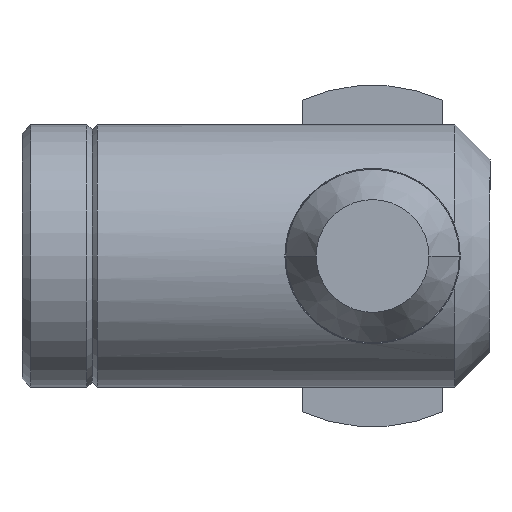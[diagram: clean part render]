
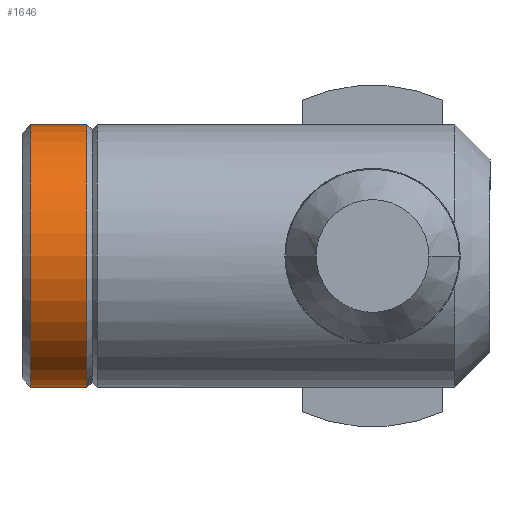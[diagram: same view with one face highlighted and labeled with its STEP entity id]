
A CAD part, left-side view. The second image highlights one B-rep face of the part: STEP entity #1646.
In plain terms, the highlighted cylindrical face has radius 7.5 mm (diameter 15 mm), a partial arc.
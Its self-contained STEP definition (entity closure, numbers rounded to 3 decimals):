
#28 = DIRECTION ( 'NONE',  ( 0., -1., 0. ) ) ;
#36 = AXIS2_PLACEMENT_3D ( 'NONE', #1799, #1458, #1503 ) ;
#46 = ORIENTED_EDGE ( 'NONE', *, *, #1532, .T. ) ;
#60 = CARTESIAN_POINT ( 'NONE',  ( 0., 0., 0. ) ) ;
#140 = AXIS2_PLACEMENT_3D ( 'NONE', #1392, #28, #707 ) ;
#205 = CARTESIAN_POINT ( 'NONE',  ( 0., 0., -7.5 ) ) ;
#220 = DIRECTION ( 'NONE',  ( 0., -1., 0. ) ) ;
#232 = VERTEX_POINT ( 'NONE', #1292 ) ;
#382 = DIRECTION ( 'NONE',  ( 0., -1., 0. ) ) ;
#526 = CARTESIAN_POINT ( 'NONE',  ( 0., -0.5, -7.5 ) ) ;
#552 = VERTEX_POINT ( 'NONE', #1513 ) ;
#584 = EDGE_CURVE ( 'NONE', #552, #232, #1325, .T. ) ;
#615 = VECTOR ( 'NONE', #974, 1000. ) ;
#618 = EDGE_LOOP ( 'NONE', ( #46, #1567, #1126, #2014 ) ) ;
#659 = CARTESIAN_POINT ( 'NONE',  ( 0., 0., 7.5 ) ) ;
#707 = DIRECTION ( 'NONE',  ( 0., 0., 1. ) ) ;
#741 = VERTEX_POINT ( 'NONE', #526 ) ;
#974 = DIRECTION ( 'NONE',  ( 0., -1., 0. ) ) ;
#1126 = ORIENTED_EDGE ( 'NONE', *, *, #1795, .F. ) ;
#1292 = CARTESIAN_POINT ( 'NONE',  ( 0., -3.7, 7.5 ) ) ;
#1325 = LINE ( 'NONE', #659, #615 ) ;
#1392 = CARTESIAN_POINT ( 'NONE',  ( 0., -0.5, 0. ) ) ;
#1458 = DIRECTION ( 'NONE',  ( 0., -1., 0. ) ) ;
#1503 = DIRECTION ( 'NONE',  ( 0., 0., 1. ) ) ;
#1513 = CARTESIAN_POINT ( 'NONE',  ( 0., -0.5, 7.5 ) ) ;
#1532 = EDGE_CURVE ( 'NONE', #552, #741, #1785, .T. ) ;
#1535 = CIRCLE ( 'NONE', #36, 7.5 ) ;
#1567 = ORIENTED_EDGE ( 'NONE', *, *, #1725, .T. ) ;
#1646 = ADVANCED_FACE ( 'NONE', ( #1705 ), #1736, .T. ) ;
#1676 = AXIS2_PLACEMENT_3D ( 'NONE', #60, #382, #1946 ) ;
#1705 = FACE_OUTER_BOUND ( 'NONE', #618, .T. ) ;
#1725 = EDGE_CURVE ( 'NONE', #741, #1993, #1761, .T. ) ;
#1736 = CYLINDRICAL_SURFACE ( 'NONE', #1676, 7.5 ) ;
#1761 = LINE ( 'NONE', #205, #2146 ) ;
#1785 = CIRCLE ( 'NONE', #140, 7.5 ) ;
#1795 = EDGE_CURVE ( 'NONE', #232, #1993, #1535, .T. ) ;
#1799 = CARTESIAN_POINT ( 'NONE',  ( 0., -3.7, 0. ) ) ;
#1944 = CARTESIAN_POINT ( 'NONE',  ( 0., -3.7, -7.5 ) ) ;
#1946 = DIRECTION ( 'NONE',  ( 0., 0., 1. ) ) ;
#1993 = VERTEX_POINT ( 'NONE', #1944 ) ;
#2014 = ORIENTED_EDGE ( 'NONE', *, *, #584, .F. ) ;
#2146 = VECTOR ( 'NONE', #220, 1000. ) ;
